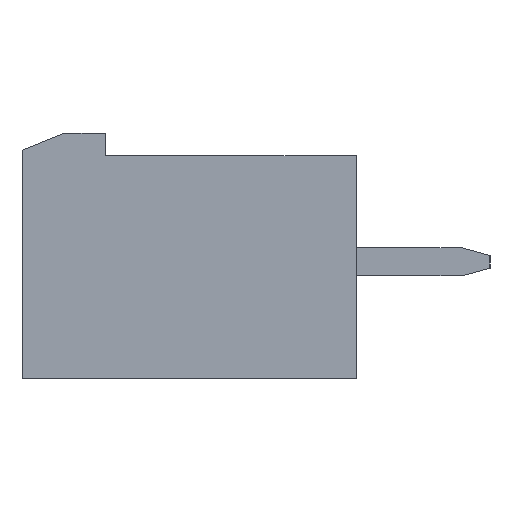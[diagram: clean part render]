
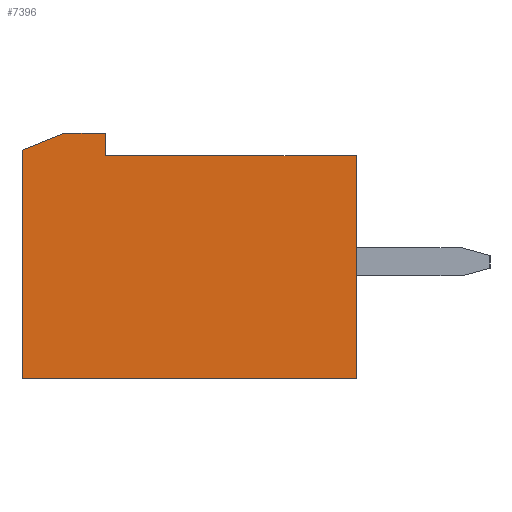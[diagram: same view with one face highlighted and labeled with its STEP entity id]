
A CAD part, left-side view. The second image highlights one B-rep face of the part: STEP entity #7396.
In plain terms, the highlighted planar face has unit normal (-1, 0, 0).
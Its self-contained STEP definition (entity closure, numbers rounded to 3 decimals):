
#20 = CARTESIAN_POINT ( 'NONE',  ( -0.5, 9.01, 0. ) ) ;
#269 = EDGE_CURVE ( 'NONE', #2103, #8672, #9792, .T. ) ;
#423 = EDGE_CURVE ( 'NONE', #10935, #8135, #8072, .T. ) ;
#424 = CARTESIAN_POINT ( 'NONE',  ( -0.5, 12., -6.5 ) ) ;
#791 = AXIS2_PLACEMENT_3D ( 'NONE', #7814, #2091, #8752 ) ;
#1121 = LINE ( 'NONE', #4883, #3387 ) ;
#1460 = EDGE_LOOP ( 'NONE', ( #4906, #5226, #5268, #5646, #5717, #6098, #6237 ) ) ;
#1510 = CARTESIAN_POINT ( 'NONE',  ( -0.5, 9.01, 0.8 ) ) ;
#1551 = VECTOR ( 'NONE', #9545, 1000. ) ;
#1883 = EDGE_CURVE ( 'NONE', #10989, #11709, #1121, .T. ) ;
#1897 = EDGE_CURVE ( 'NONE', #11709, #2103, #8467, .T. ) ;
#2013 = DIRECTION ( 'NONE',  ( 0., 0., 1. ) ) ;
#2091 = DIRECTION ( 'NONE',  ( -1., 0., 0. ) ) ;
#2103 = VERTEX_POINT ( 'NONE', #1510 ) ;
#2601 = VERTEX_POINT ( 'NONE', #11812 ) ;
#2769 = CARTESIAN_POINT ( 'NONE',  ( -0.5, 10.5, 0.8 ) ) ;
#3316 = EDGE_CURVE ( 'NONE', #8135, #10989, #4704, .T. ) ;
#3325 = DIRECTION ( 'NONE',  ( 0., 0., -1. ) ) ;
#3387 = VECTOR ( 'NONE', #3927, 1000. ) ;
#3927 = DIRECTION ( 'NONE',  ( 0., 1., 0. ) ) ;
#4103 = DIRECTION ( 'NONE',  ( 0., -1., 0. ) ) ;
#4704 = LINE ( 'NONE', #10697, #1551 ) ;
#4752 = CARTESIAN_POINT ( 'NONE',  ( -0.5, 12., -8. ) ) ;
#4883 = CARTESIAN_POINT ( 'NONE',  ( -0.5, 0., 0. ) ) ;
#4906 = ORIENTED_EDGE ( 'NONE', *, *, #8464, .T. ) ;
#5004 = VECTOR ( 'NONE', #3325, 1000. ) ;
#5146 = EDGE_CURVE ( 'NONE', #8672, #2601, #6124, .T. ) ;
#5226 = ORIENTED_EDGE ( 'NONE', *, *, #423, .T. ) ;
#5268 = ORIENTED_EDGE ( 'NONE', *, *, #3316, .T. ) ;
#5646 = ORIENTED_EDGE ( 'NONE', *, *, #1883, .T. ) ;
#5717 = ORIENTED_EDGE ( 'NONE', *, *, #1897, .T. ) ;
#5837 = VECTOR ( 'NONE', #4103, 1000. ) ;
#5910 = PLANE ( 'NONE',  #791 ) ;
#6098 = ORIENTED_EDGE ( 'NONE', *, *, #269, .T. ) ;
#6124 = LINE ( 'NONE', #2769, #6420 ) ;
#6237 = ORIENTED_EDGE ( 'NONE', *, *, #5146, .T. ) ;
#6420 = VECTOR ( 'NONE', #9404, 1000. ) ;
#6642 = CARTESIAN_POINT ( 'NONE',  ( -0.5, 0., 0. ) ) ;
#6948 = DIRECTION ( 'NONE',  ( 0., 1., 0. ) ) ;
#7160 = CARTESIAN_POINT ( 'NONE',  ( -0.5, 9.01, 0. ) ) ;
#7322 = VECTOR ( 'NONE', #6948, 1000. ) ;
#7396 = ADVANCED_FACE ( 'NONE', ( #11621 ), #5910, .T. ) ;
#7473 = CARTESIAN_POINT ( 'NONE',  ( -0.5, 12., -8. ) ) ;
#7550 = LINE ( 'NONE', #424, #5004 ) ;
#7814 = CARTESIAN_POINT ( 'NONE',  ( -0.5, 0., 0. ) ) ;
#8072 = LINE ( 'NONE', #4752, #5837 ) ;
#8135 = VERTEX_POINT ( 'NONE', #11143 ) ;
#8464 = EDGE_CURVE ( 'NONE', #2601, #10935, #7550, .T. ) ;
#8467 = LINE ( 'NONE', #20, #10888 ) ;
#8672 = VERTEX_POINT ( 'NONE', #10207 ) ;
#8752 = DIRECTION ( 'NONE',  ( 0., 0., 1. ) ) ;
#9404 = DIRECTION ( 'NONE',  ( 0., 0.928, -0.371 ) ) ;
#9545 = DIRECTION ( 'NONE',  ( 0., 0., 1. ) ) ;
#9792 = LINE ( 'NONE', #10883, #7322 ) ;
#10207 = CARTESIAN_POINT ( 'NONE',  ( -0.5, 10.5, 0.8 ) ) ;
#10697 = CARTESIAN_POINT ( 'NONE',  ( -0.5, 0., -8. ) ) ;
#10883 = CARTESIAN_POINT ( 'NONE',  ( -0.5, 9.01, 0.8 ) ) ;
#10888 = VECTOR ( 'NONE', #2013, 1000. ) ;
#10935 = VERTEX_POINT ( 'NONE', #7473 ) ;
#10989 = VERTEX_POINT ( 'NONE', #6642 ) ;
#11143 = CARTESIAN_POINT ( 'NONE',  ( -0.5, 0., -8. ) ) ;
#11621 = FACE_OUTER_BOUND ( 'NONE', #1460, .T. ) ;
#11709 = VERTEX_POINT ( 'NONE', #7160 ) ;
#11812 = CARTESIAN_POINT ( 'NONE',  ( -0.5, 12., 0.2 ) ) ;
